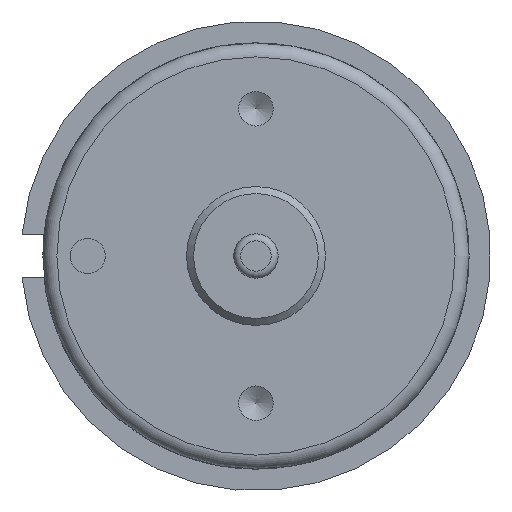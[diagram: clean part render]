
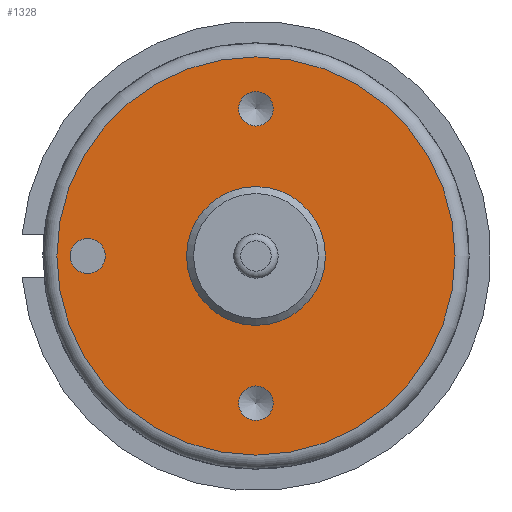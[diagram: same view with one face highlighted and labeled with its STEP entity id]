
A CAD part, front view. The second image highlights one B-rep face of the part: STEP entity #1328.
In plain terms, the highlighted planar face has unit normal (0, -1, 0).
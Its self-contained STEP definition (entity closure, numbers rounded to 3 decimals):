
#1067=CARTESIAN_POINT('',(-10.75,0.0,0.));
#1068=VERTEX_POINT('',#1067);
#1069=CARTESIAN_POINT('',(-12.,0.0,0.0));
#1070=DIRECTION('',(0.0,1.0,0.0));
#1071=DIRECTION('',(-1.0,0.0,0.0));
#1072=AXIS2_PLACEMENT_3D('',#1069,#1070,#1071);
#1073=CIRCLE('',#1072,1.25);
#1074=EDGE_CURVE('',#1068,#1068,#1073,.T.);
#1152=CARTESIAN_POINT('',(1.23,0.0,-10.5));
#1153=VERTEX_POINT('',#1152);
#1154=CARTESIAN_POINT('',(0.0,0.0,-10.5));
#1155=DIRECTION('',(0.0,1.0,0.0));
#1156=DIRECTION('',(1.0,0.0,0.0));
#1157=AXIS2_PLACEMENT_3D('',#1154,#1155,#1156);
#1158=CIRCLE('',#1157,1.23);
#1159=EDGE_CURVE('',#1153,#1153,#1158,.T.);
#1231=CARTESIAN_POINT('',(1.23,0.0,10.5));
#1232=VERTEX_POINT('',#1231);
#1233=CARTESIAN_POINT('',(0.0,0.0,10.5));
#1234=DIRECTION('',(0.0,1.0,0.0));
#1235=DIRECTION('',(1.0,0.0,0.0));
#1236=AXIS2_PLACEMENT_3D('',#1233,#1234,#1235);
#1237=CIRCLE('',#1236,1.23);
#1238=EDGE_CURVE('',#1232,#1232,#1237,.T.);
#1262=CARTESIAN_POINT('',(-14.2,0.0,0.));
#1263=VERTEX_POINT('',#1262);
#1264=CARTESIAN_POINT('',(0.0,0.0,0.0));
#1265=DIRECTION('',(0.0,1.0,0.0));
#1266=DIRECTION('',(1.0,0.0,0.0));
#1267=AXIS2_PLACEMENT_3D('',#1264,#1265,#1266);
#1268=CIRCLE('',#1267,14.2);
#1269=EDGE_CURVE('',#1263,#1263,#1268,.T.);
#1300=CARTESIAN_POINT('',(0.0,0.0,0.0));
#1301=DIRECTION('',(0.0,-1.0,0.0));
#1302=DIRECTION('',(0.0,0.0,-1.0));
#1303=AXIS2_PLACEMENT_3D('',#1300,#1301,#1302);
#1304=PLANE('',#1303);
#1305=ORIENTED_EDGE('',*,*,#1269,.F.);
#1306=EDGE_LOOP('',(#1305));
#1307=FACE_OUTER_BOUND('',#1306,.T.);
#1308=ORIENTED_EDGE('',*,*,#1074,.T.);
#1309=EDGE_LOOP('',(#1308));
#1310=FACE_BOUND('',#1309,.T.);
#1311=ORIENTED_EDGE('',*,*,#1159,.T.);
#1312=EDGE_LOOP('',(#1311));
#1313=FACE_BOUND('',#1312,.T.);
#1314=ORIENTED_EDGE('',*,*,#1238,.T.);
#1315=EDGE_LOOP('',(#1314));
#1316=FACE_BOUND('',#1315,.T.);
#1317=CARTESIAN_POINT('',(4.95,0.0,0.));
#1318=VERTEX_POINT('',#1317);
#1319=CARTESIAN_POINT('',(0.0,0.0,0.0));
#1320=DIRECTION('',(0.0,1.0,0.0));
#1321=DIRECTION('',(-1.0,0.0,0.0));
#1322=AXIS2_PLACEMENT_3D('',#1319,#1320,#1321);
#1323=CIRCLE('',#1322,4.95);
#1324=EDGE_CURVE('',#1318,#1318,#1323,.T.);
#1325=ORIENTED_EDGE('',*,*,#1324,.T.);
#1326=EDGE_LOOP('',(#1325));
#1327=FACE_BOUND('',#1326,.T.);
#1328=ADVANCED_FACE('',(#1307,#1310,#1313,#1316,#1327),#1304,.T.);
